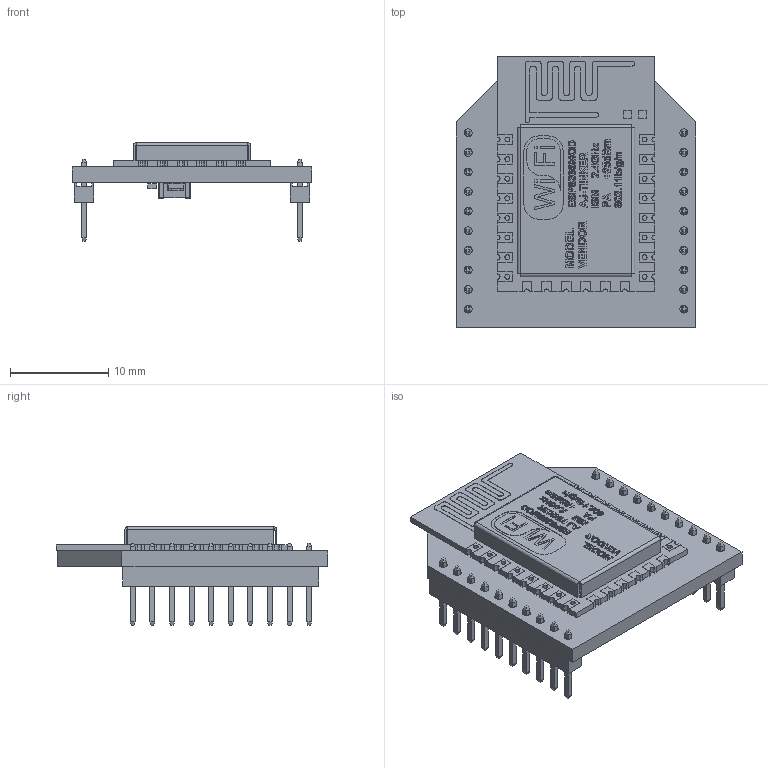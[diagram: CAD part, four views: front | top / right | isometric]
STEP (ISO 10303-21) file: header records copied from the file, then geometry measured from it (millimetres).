
FILE_DESCRIPTION(('FreeCAD Model'),'2;1');
FILE_NAME('ESPBee_GreenPCB.step','2017-02-19T12:43:08',('Author'),(''), 'Open CASCADE STEP processor 6.8','FreeCAD','Unknown');
FILE_SCHEMA(('AUTOMOTIVE_DESIGN_CC2 { 1 2 10303 214 -1 1 5 4 }'));
Length unit declared in the file: inch
Products named in the file (13): ASSEMBLY; Pcb; Sullins_NRPN101PAEN_; Fusion001_; User_Library-CAPC1608X09_; Sullins_NRPN101PAEN_001; User_Library-CAPC1608X09_001; User_Library-cap_1206-1_; Fusion_; Fusion_001; Fusion_003; Fusion_002; User_Library-cap_1206-1_001
Assembly tree (12 placements, depth 2):
  ASSEMBLY
    Pcb
    Sullins_NRPN101PAEN_
    Fusion001_
    User_Library-CAPC1608X09_
    Sullins_NRPN101PAEN_001
    User_Library-CAPC1608X09_001
    User_Library-cap_1206-1_
    Fusion_
    Fusion_001
    Fusion_003
    Fusion_002
    User_Library-cap_1206-1_001
Bounding box: 24.4 x 27.7 x 10.07 mm (x, y, z)
Volume: 1456.1 mm3; surface area: 3566.9 mm2
Topology: 12 solids, 12 shells, 2191 faces, 5733 edges, 3702 vertices
Faces by surface type: plane 1425, bspline 519, cylinder 231, sphere 16
Full cylindrical faces by diameter (mm): 0.8 x20
Entity records: 229478 total; most frequent: CARTESIAN_POINT 108534, DIRECTION 16168, LINE 11811, VECTOR 11811, ORIENTED_EDGE 11402, PCURVE 11402, DEFINITIONAL_REPRESENTATION 11402, EDGE_CURVE 5701
